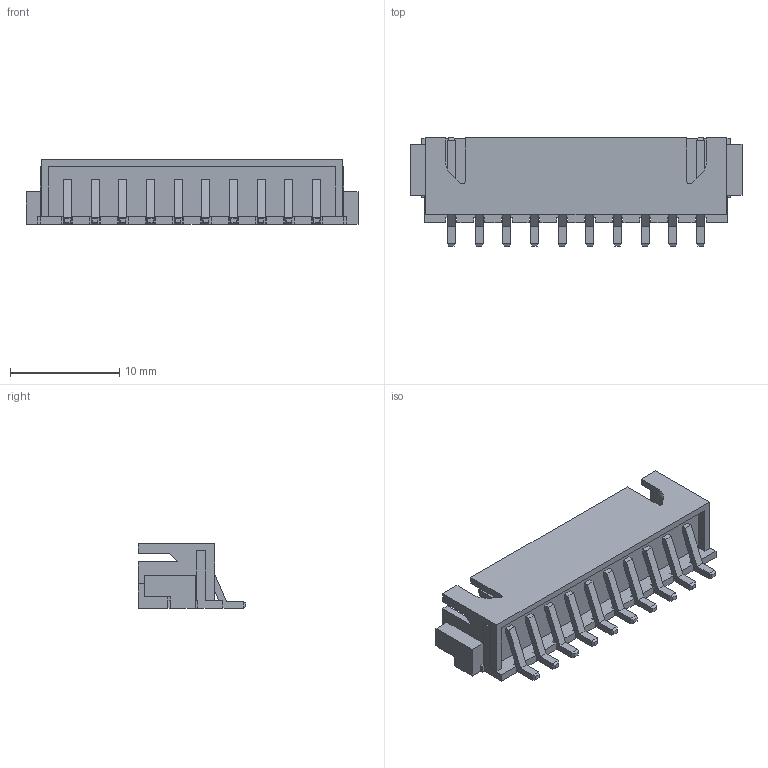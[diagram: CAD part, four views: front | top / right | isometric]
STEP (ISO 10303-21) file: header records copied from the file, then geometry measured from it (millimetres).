
FILE_DESCRIPTION(/* description */ ('Unknown'),/* implementation_level */ '2;1');
FILE_NAME(/* name */ 'JST - XH - SMD (R) - 10Pin - 2.54mm',/* time_stamp */ '2018-11-27T15:55:07-05:00',/* author */ ('Unknown'),/* organization */ ('Unknown'),/* preprocessor_version */ 'ST-DEVELOPER v16.7',/* originating_system */ 'DEX',/* authorisation */ $);
FILE_SCHEMA (('TECHNICAL_DATA_PACKAGING','AUTOMOTIVE_DESIGN {1 0 10303 214 3 1 1}'));
Length unit declared in the file: millimetre
Products named in the file (1): JST - XH - SMD (R) - 10Pin - 2.54mm
Bounding box: 30.45 x 9.91 x 5.92 mm (x, y, z)
Volume: 490.2 mm3; surface area: 1572.6 mm2
Topology: 1 solids, 21 shells, 523 faces, 1303 edges, 842 vertices
Faces by surface type: plane 479, bspline 40, cylinder 4
Entity records: 20093 total; most frequent: CARTESIAN_POINT 4635, ORIENTED_EDGE 2598, DIRECTION 2009, EDGE_CURVE 1299, LINE 1025, VECTOR 1025, VERTEX_POINT 842, EDGE_LOOP 559
